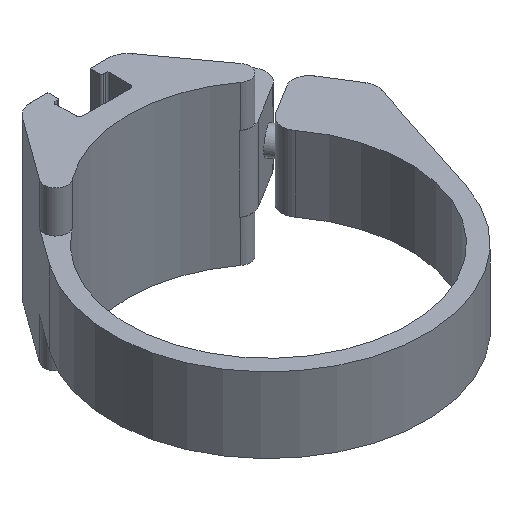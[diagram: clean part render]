
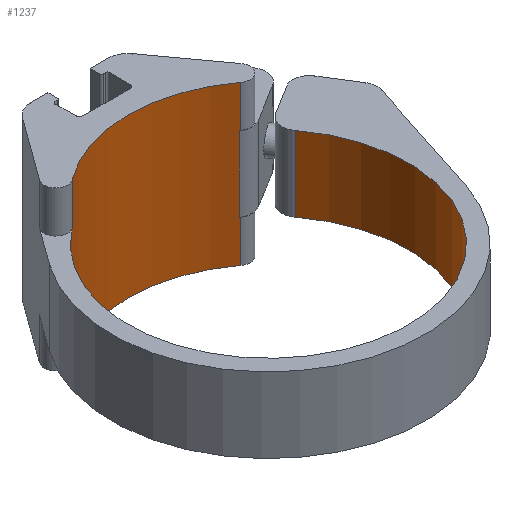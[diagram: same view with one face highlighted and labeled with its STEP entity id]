
A CAD part, isometric view. The second image highlights one B-rep face of the part: STEP entity #1237.
In plain terms, the highlighted cylindrical face has radius 16.8 mm (diameter 33.6 mm), a partial arc.
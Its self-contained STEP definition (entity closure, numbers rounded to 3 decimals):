
#47=CYLINDRICAL_SURFACE('',#1369,16.8);
#127=LINE('',#2098,#221);
#128=LINE('',#2102,#222);
#129=LINE('',#2103,#223);
#130=LINE('',#2107,#224);
#131=LINE('',#2111,#225);
#132=LINE('',#2112,#226);
#221=VECTOR('',#1644,1000.);
#222=VECTOR('',#1649,1000.);
#223=VECTOR('',#1650,1000.);
#224=VECTOR('',#1653,1000.);
#225=VECTOR('',#1656,1000.);
#226=VECTOR('',#1657,1000.);
#396=ORIENTED_EDGE('',*,*,#671,.F.);
#397=ORIENTED_EDGE('',*,*,#730,.T.);
#398=ORIENTED_EDGE('',*,*,#653,.F.);
#399=ORIENTED_EDGE('',*,*,#731,.F.);
#400=ORIENTED_EDGE('',*,*,#732,.T.);
#401=ORIENTED_EDGE('',*,*,#733,.F.);
#402=ORIENTED_EDGE('',*,*,#734,.F.);
#403=ORIENTED_EDGE('',*,*,#735,.T.);
#404=ORIENTED_EDGE('',*,*,#645,.T.);
#405=ORIENTED_EDGE('',*,*,#736,.F.);
#406=ORIENTED_EDGE('',*,*,#737,.T.);
#407=ORIENTED_EDGE('',*,*,#728,.T.);
#645=EDGE_CURVE('',#825,#824,#934,.T.);
#653=EDGE_CURVE('',#831,#832,#939,.T.);
#671=EDGE_CURVE('',#848,#849,#949,.T.);
#728=EDGE_CURVE('',#891,#849,#127,.T.);
#730=EDGE_CURVE('',#848,#832,#128,.T.);
#731=EDGE_CURVE('',#892,#831,#129,.T.);
#732=EDGE_CURVE('',#892,#893,#970,.T.);
#733=EDGE_CURVE('',#894,#893,#130,.T.);
#734=EDGE_CURVE('',#895,#894,#971,.T.);
#735=EDGE_CURVE('',#895,#825,#131,.T.);
#736=EDGE_CURVE('',#896,#824,#132,.T.);
#737=EDGE_CURVE('',#896,#891,#972,.T.);
#824=VERTEX_POINT('',#1903);
#825=VERTEX_POINT('',#1905);
#831=VERTEX_POINT('',#1919);
#832=VERTEX_POINT('',#1921);
#848=VERTEX_POINT('',#1955);
#849=VERTEX_POINT('',#1957);
#891=VERTEX_POINT('',#2099);
#892=VERTEX_POINT('',#2104);
#893=VERTEX_POINT('',#2106);
#894=VERTEX_POINT('',#2108);
#895=VERTEX_POINT('',#2110);
#896=VERTEX_POINT('',#2113);
#934=CIRCLE('',#1315,16.8);
#939=CIRCLE('',#1321,16.8);
#949=CIRCLE('',#1332,16.8);
#970=CIRCLE('',#1370,16.8);
#971=CIRCLE('',#1371,16.8);
#972=CIRCLE('',#1372,16.8);
#1022=EDGE_LOOP('',(#396,#397,#398,#399,#400,#401,#402,#403,#404,#405,#406,
#407));
#1112=FACE_BOUND('',#1022,.T.);
#1237=ADVANCED_FACE('',(#1112),#47,.F.);
#1315=AXIS2_PLACEMENT_3D('',#1904,#1497,#1498);
#1321=AXIS2_PLACEMENT_3D('',#1920,#1512,#1513);
#1332=AXIS2_PLACEMENT_3D('',#1956,#1542,#1543);
#1369=AXIS2_PLACEMENT_3D('',#2101,#1647,#1648);
#1370=AXIS2_PLACEMENT_3D('',#2105,#1651,#1652);
#1371=AXIS2_PLACEMENT_3D('',#2109,#1654,#1655);
#1372=AXIS2_PLACEMENT_3D('',#2114,#1658,#1659);
#1497=DIRECTION('',(0.,0.,1.));
#1498=DIRECTION('',(1.,0.,0.));
#1512=DIRECTION('',(0.,0.,1.));
#1513=DIRECTION('',(1.,0.,0.));
#1542=DIRECTION('',(0.,0.,1.));
#1543=DIRECTION('',(1.,0.,0.));
#1644=DIRECTION('',(0.,0.,-1.));
#1647=DIRECTION('',(0.,0.,-1.));
#1648=DIRECTION('',(-1.,0.,0.));
#1649=DIRECTION('',(0.,0.,-1.));
#1650=DIRECTION('',(0.,0.,-1.));
#1651=DIRECTION('',(0.,0.,1.));
#1652=DIRECTION('',(1.,0.,0.));
#1653=DIRECTION('',(0.,0.,-1.));
#1654=DIRECTION('',(0.,0.,1.));
#1655=DIRECTION('',(1.,0.,0.));
#1656=DIRECTION('',(0.,0.,1.));
#1657=DIRECTION('',(0.,0.,1.));
#1658=DIRECTION('',(0.,0.,1.));
#1659=DIRECTION('',(1.,0.,0.));
#1903=CARTESIAN_POINT('',(-10.099,32.226,9.5));
#1904=CARTESIAN_POINT('',(0.,18.8,9.5));
#1905=CARTESIAN_POINT('',(10.099,32.226,9.5));
#1919=CARTESIAN_POINT('',(10.099,32.226,-9.5));
#1920=CARTESIAN_POINT('',(0.,18.8,-9.5));
#1921=CARTESIAN_POINT('',(-10.099,32.226,-9.5));
#1955=CARTESIAN_POINT('',(-10.099,32.226,-4.5));
#1956=CARTESIAN_POINT('',(0.,18.8,-4.5));
#1957=CARTESIAN_POINT('',(13.384,28.954,-4.5));
#2098=CARTESIAN_POINT('',(13.384,28.954,4.5));
#2099=CARTESIAN_POINT('',(13.384,28.954,4.5));
#2101=CARTESIAN_POINT('',(0.,18.8,4.5));
#2102=CARTESIAN_POINT('',(-10.099,32.226,-4.5));
#2103=CARTESIAN_POINT('',(10.099,32.226,-4.5));
#2104=CARTESIAN_POINT('',(10.099,32.226,-4.5));
#2105=CARTESIAN_POINT('',(0.,18.8,-4.5));
#2106=CARTESIAN_POINT('',(9.985,32.31,-4.5));
#2107=CARTESIAN_POINT('',(9.985,32.31,4.5));
#2108=CARTESIAN_POINT('',(9.985,32.31,4.5));
#2109=CARTESIAN_POINT('',(0.,18.8,4.5));
#2110=CARTESIAN_POINT('',(10.099,32.226,4.5));
#2111=CARTESIAN_POINT('',(10.099,32.226,4.5));
#2112=CARTESIAN_POINT('',(-10.099,32.226,4.5));
#2113=CARTESIAN_POINT('',(-10.099,32.226,4.5));
#2114=CARTESIAN_POINT('',(0.,18.8,4.5));
